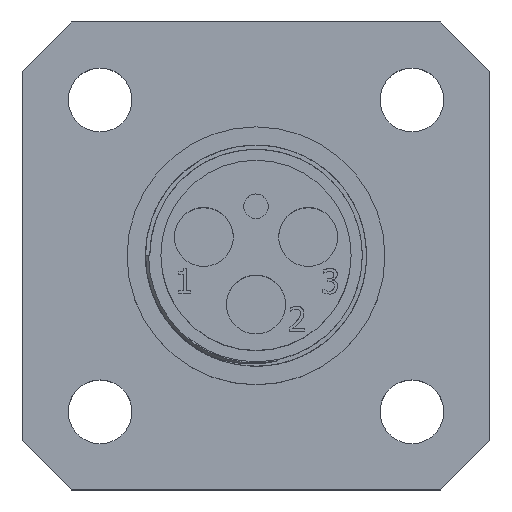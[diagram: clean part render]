
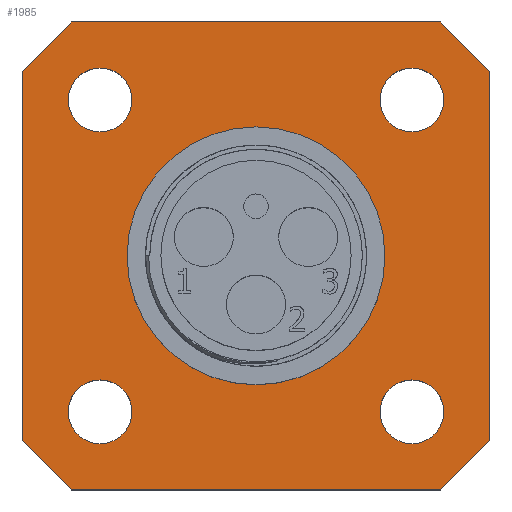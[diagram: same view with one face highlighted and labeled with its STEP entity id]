
A CAD part, top view. The second image highlights one B-rep face of the part: STEP entity #1985.
In plain terms, the highlighted planar face has unit normal (0, 0, 1).
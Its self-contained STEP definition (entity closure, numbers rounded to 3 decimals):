
#91=FACE_BOUND($,#466,.T.);
#92=FACE_BOUND($,#467,.T.);
#93=FACE_BOUND($,#468,.T.);
#94=FACE_BOUND($,#469,.T.);
#95=FACE_BOUND($,#470,.T.);
#135=CIRCLE($,#2098,2.6);
#136=CIRCLE($,#2100,2.6);
#137=CIRCLE($,#2102,2.6);
#138=CIRCLE($,#2104,2.6);
#141=CIRCLE($,#2110,10.5);
#194=PLANE($,#2113);
#303=FACE_OUTER_BOUND($,#465,.T.);
#465=EDGE_LOOP($,(#1745,#1746,#1747,#1748,#1749,#1750,#1751,#1752));
#466=EDGE_LOOP($,(#1753));
#467=EDGE_LOOP($,(#1754));
#468=EDGE_LOOP($,(#1755));
#469=EDGE_LOOP($,(#1756));
#470=EDGE_LOOP($,(#1757));
#581=LINE($,#4234,#715);
#587=LINE($,#4245,#721);
#595=LINE($,#4271,#729);
#597=LINE($,#4275,#731);
#599=LINE($,#4280,#733);
#601=LINE($,#4284,#735);
#603=LINE($,#4287,#737);
#604=LINE($,#4375,#738);
#715=VECTOR($,#2332,5.657);
#721=VECTOR($,#2340,30.1);
#729=VECTOR($,#2362,5.657);
#731=VECTOR($,#2366,30.1);
#733=VECTOR($,#2370,5.657);
#735=VECTOR($,#2374,30.1);
#737=VECTOR($,#2378,5.657);
#738=VECTOR($,#2497,30.1);
#947=VERTEX_POINT($,#4232);
#948=VERTEX_POINT($,#4233);
#952=VERTEX_POINT($,#4243);
#963=VERTEX_POINT($,#4269);
#964=VERTEX_POINT($,#4273);
#965=VERTEX_POINT($,#4277);
#966=VERTEX_POINT($,#4279);
#967=VERTEX_POINT($,#4283);
#989=VERTEX_POINT($,#4353);
#990=VERTEX_POINT($,#4356);
#991=VERTEX_POINT($,#4359);
#992=VERTEX_POINT($,#4362);
#995=VERTEX_POINT($,#4371);
#1193=EDGE_CURVE($,#947,#948,#581,.T.);
#1199=EDGE_CURVE($,#952,#947,#587,.T.);
#1212=EDGE_CURVE($,#963,#952,#595,.T.);
#1214=EDGE_CURVE($,#964,#963,#597,.T.);
#1216=EDGE_CURVE($,#965,#966,#599,.T.);
#1218=EDGE_CURVE($,#966,#967,#601,.T.);
#1220=EDGE_CURVE($,#967,#964,#603,.T.);
#1242=EDGE_CURVE($,#989,#989,#135,.T.);
#1243=EDGE_CURVE($,#990,#990,#136,.T.);
#1244=EDGE_CURVE($,#991,#991,#137,.T.);
#1245=EDGE_CURVE($,#992,#992,#138,.T.);
#1248=EDGE_CURVE($,#995,#995,#141,.T.);
#1249=EDGE_CURVE($,#948,#965,#604,.T.);
#1745=ORIENTED_EDGE($,*,*,#1193,.F.);
#1746=ORIENTED_EDGE($,*,*,#1199,.F.);
#1747=ORIENTED_EDGE($,*,*,#1212,.F.);
#1748=ORIENTED_EDGE($,*,*,#1214,.F.);
#1749=ORIENTED_EDGE($,*,*,#1220,.F.);
#1750=ORIENTED_EDGE($,*,*,#1218,.F.);
#1751=ORIENTED_EDGE($,*,*,#1216,.F.);
#1752=ORIENTED_EDGE($,*,*,#1249,.F.);
#1753=ORIENTED_EDGE($,*,*,#1242,.T.);
#1754=ORIENTED_EDGE($,*,*,#1243,.T.);
#1755=ORIENTED_EDGE($,*,*,#1244,.T.);
#1756=ORIENTED_EDGE($,*,*,#1245,.T.);
#1757=ORIENTED_EDGE($,*,*,#1248,.T.);
#1985=ADVANCED_FACE($,(#303,#91,#92,#93,#94,#95),#194,.T.);
#2098=AXIS2_PLACEMENT_3D($,#4354,#2467,#2468);
#2100=AXIS2_PLACEMENT_3D($,#4357,#2471,#2472);
#2102=AXIS2_PLACEMENT_3D($,#4360,#2475,#2476);
#2104=AXIS2_PLACEMENT_3D($,#4363,#2479,#2480);
#2110=AXIS2_PLACEMENT_3D($,#4372,#2491,#2492);
#2113=AXIS2_PLACEMENT_3D($,#4376,#2498,#2499);
#2332=DIRECTION($,(0.707,0.707,0.));
#2340=DIRECTION($,(0.,1.,0.));
#2362=DIRECTION($,(-0.707,0.707,0.));
#2366=DIRECTION($,(-1.,0.,0.));
#2370=DIRECTION($,(0.707,-0.707,0.));
#2374=DIRECTION($,(0.,-1.,0.));
#2378=DIRECTION($,(-0.707,-0.707,0.));
#2467=DIRECTION('center_axis',(0.,0.,-1.));
#2468=DIRECTION('ref_axis',(0.,-1.,0.));
#2471=DIRECTION('center_axis',(0.,0.,-1.));
#2472=DIRECTION('ref_axis',(-1.,0.,0.));
#2475=DIRECTION('center_axis',(0.,0.,-1.));
#2476=DIRECTION('ref_axis',(0.,1.,0.));
#2479=DIRECTION('center_axis',(0.,0.,-1.));
#2480=DIRECTION('ref_axis',(1.,0.,0.));
#2491=DIRECTION('center_axis',(0.,0.,-1.));
#2492=DIRECTION('ref_axis',(-1.,0.,0.));
#2497=DIRECTION($,(1.,0.,0.));
#2498=DIRECTION('center_axis',(0.,0.,1.));
#2499=DIRECTION('ref_axis',(1.,0.,0.));
#4232=CARTESIAN_POINT('',(-19.05,15.05,3.95));
#4233=CARTESIAN_POINT('',(-15.05,19.05,3.95));
#4234=CARTESIAN_POINT($,(-17.05,17.05,3.95));
#4243=CARTESIAN_POINT('',(-19.05,-15.05,3.95));
#4245=CARTESIAN_POINT($,(-19.05,-19.05,3.95));
#4269=CARTESIAN_POINT('',(-15.05,-19.05,3.95));
#4271=CARTESIAN_POINT($,(-17.05,-17.05,3.95));
#4273=CARTESIAN_POINT('',(15.05,-19.05,3.95));
#4275=CARTESIAN_POINT($,(19.05,-19.05,3.95));
#4277=CARTESIAN_POINT('',(15.05,19.05,3.95));
#4279=CARTESIAN_POINT('',(19.05,15.05,3.95));
#4280=CARTESIAN_POINT($,(17.05,17.05,3.95));
#4283=CARTESIAN_POINT('',(19.05,-15.05,3.95));
#4284=CARTESIAN_POINT($,(19.05,19.05,3.95));
#4287=CARTESIAN_POINT($,(17.05,-17.05,3.95));
#4353=CARTESIAN_POINT('',(12.7,10.1,3.95));
#4354=CARTESIAN_POINT('Origin',(12.7,12.7,3.95));
#4356=CARTESIAN_POINT('',(10.1,-12.7,3.95));
#4357=CARTESIAN_POINT('Origin',(12.7,-12.7,3.95));
#4359=CARTESIAN_POINT('',(-12.7,-10.1,3.95));
#4360=CARTESIAN_POINT('Origin',(-12.7,-12.7,3.95));
#4362=CARTESIAN_POINT('',(-10.1,12.7,3.95));
#4363=CARTESIAN_POINT('Origin',(-12.7,12.7,3.95));
#4371=CARTESIAN_POINT('',(10.5,0.,3.95));
#4372=CARTESIAN_POINT('Origin',(0.,0.,3.95));
#4375=CARTESIAN_POINT($,(-19.05,19.05,3.95));
#4376=CARTESIAN_POINT('Origin',(0.,0.,
3.95));
